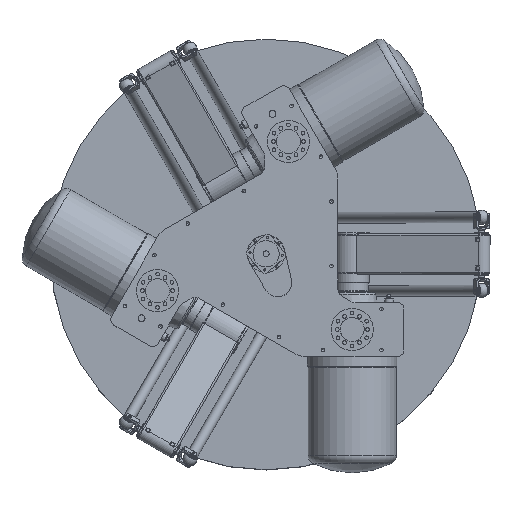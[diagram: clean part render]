
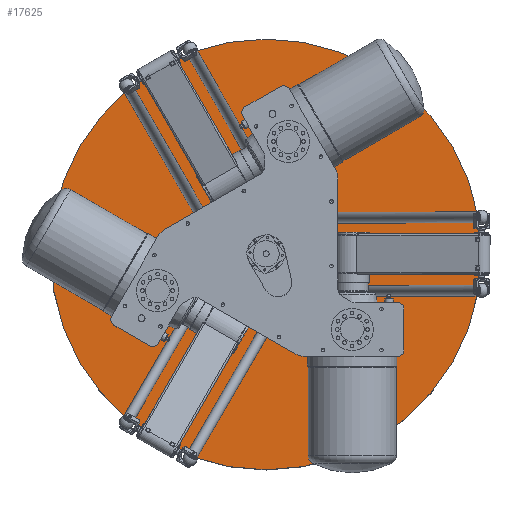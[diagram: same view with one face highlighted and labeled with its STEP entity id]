
A CAD part, top view. The second image highlights one B-rep face of the part: STEP entity #17625.
In plain terms, the highlighted face is planar.
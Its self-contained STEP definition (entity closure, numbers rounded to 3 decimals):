
#3538=PLANE('',#19896);
#5213=FACE_OUTER_BOUND('',#6889,.T.);
#6889=EDGE_LOOP('',(#16173));
#7840=CIRCLE('',#19897,500.);
#9452=VERTEX_POINT('',#35400);
#11693=EDGE_CURVE('',#9452,#9452,#7840,.T.);
#16173=ORIENTED_EDGE('',*,*,#11693,.F.);
#17625=ADVANCED_FACE('',(#5213),#3538,.T.);
#19896=AXIS2_PLACEMENT_3D('',#35399,#25125,#25126);
#19897=AXIS2_PLACEMENT_3D('',#35401,#25127,#25128);
#25125=DIRECTION('center_axis',(0.,0.,-1.));
#25126=DIRECTION('ref_axis',(-1.,0.,0.));
#25127=DIRECTION('center_axis',(0.,0.,1.));
#25128=DIRECTION('ref_axis',(0.,-1.,0.));
#35399=CARTESIAN_POINT('Origin',(0.,-250.,-200.));
#35400=CARTESIAN_POINT('',(0.,-500.,-200.));
#35401=CARTESIAN_POINT('Origin',(0.,0.,-200.));
